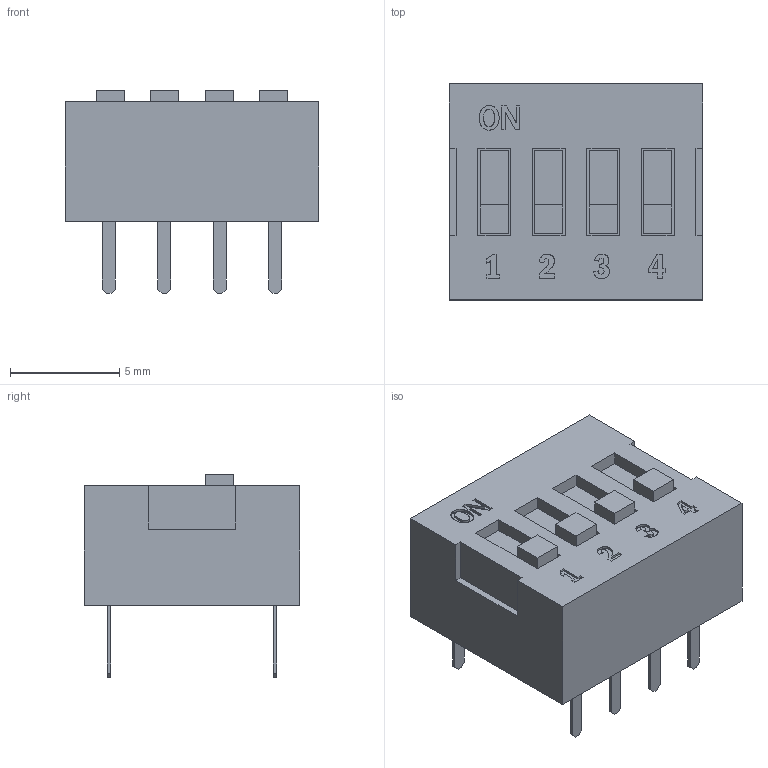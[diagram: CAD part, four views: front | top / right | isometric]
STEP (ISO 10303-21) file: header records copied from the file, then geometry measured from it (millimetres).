
FILE_DESCRIPTION(('STEP AP214'), '1');
FILE_NAME('DS1040-04RN', '', ('UNSPECIFIED'), ('UNSPECIFIED'), 'ASCON STEP Converter 1.6', 'ASCON Math Kernel', '');
FILE_SCHEMA(('AUTOMOTIVE_DESIGN { 1 0 10303 214 3 1 1}'));
Length unit declared in the file: millimetre
Bounding box: 11.62 x 9.9 x 9.3 mm (x, y, z)
Volume: 618.2 mm3; surface area: 680.9 mm2
Topology: 1 solids, 1 shells, 337 faces, 932 edges, 621 vertices
Faces by surface type: plane 228, cylinder 109
Entity records: 13471 total; most frequent: CARTESIAN_POINT 1891, ORIENTED_EDGE 1864, DIRECTION 1826, EDGE_CURVE 932, LINE 714, VECTOR 714, VERTEX_POINT 621, AXIS2_PLACEMENT_3D 556
